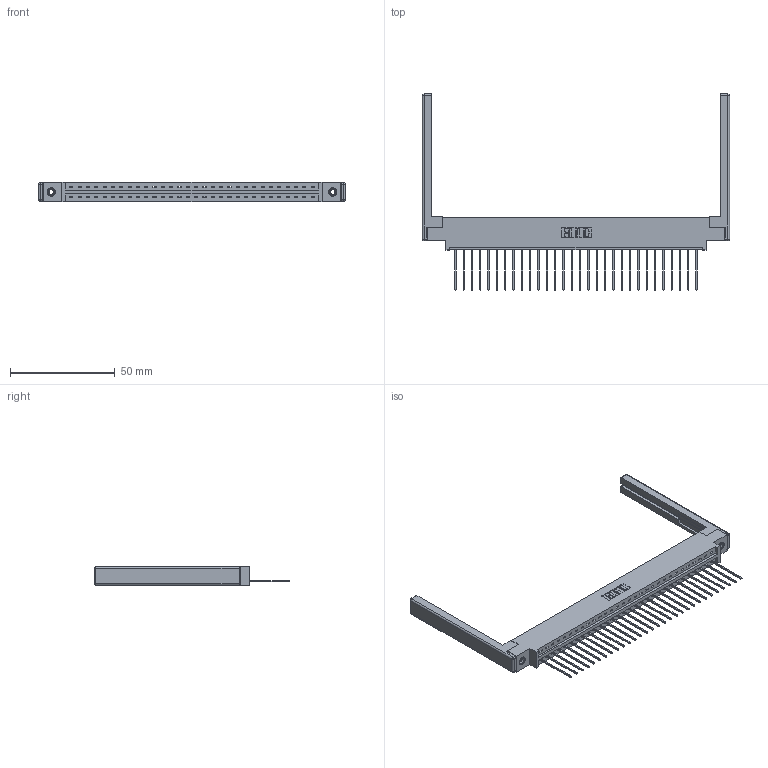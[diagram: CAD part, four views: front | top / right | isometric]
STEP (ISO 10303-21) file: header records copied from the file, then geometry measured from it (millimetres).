
FILE_DESCRIPTION (( 'STEP AP203' ), '1' );
FILE_NAME ('387-030-541-668.STEP', '2019-10-03T18:23:07', ( '' ), ( '' ), 'SwSTEP 2.0', 'SolidWorks 2016', '' );
FILE_SCHEMA (( 'CONFIG_CONTROL_DESIGN' ));
Length unit declared in the file: inch
Products named in the file (5): 307-220-068; 345-250-001_345-250-001-102; 387-030-541-668; 345-292-001_345-293-141; 337 Part_0.170 Offset - 0.156 Dia-TI
Assembly tree (35 placements, depth 2):
  387-030-541-668
    337 Part_0.170 Offset - 0.156 Dia-TI
    345-292-001_345-293-141  x30
    345-250-001_345-250-001-102  x2
    307-220-068  x2
Bounding box: 146.3 x 93.35 x 9.4 mm (x, y, z)
Volume: 19428.4 mm3; surface area: 20270.1 mm2
Topology: 35 solids, 35 shells, 2132 faces, 6353 edges, 4174 vertices
Faces by surface type: plane 1542, cylinder 566, cone 12, sphere 8, torus 4
Entity records: 26762 total; most frequent: CARTESIAN_POINT 4617, ORIENTED_EDGE 4572, DIRECTION 3984, EDGE_CURVE 2286, VECTOR 2108, LINE 2108, VERTEX_POINT 1514, AXIS2_PLACEMENT_3D 938
